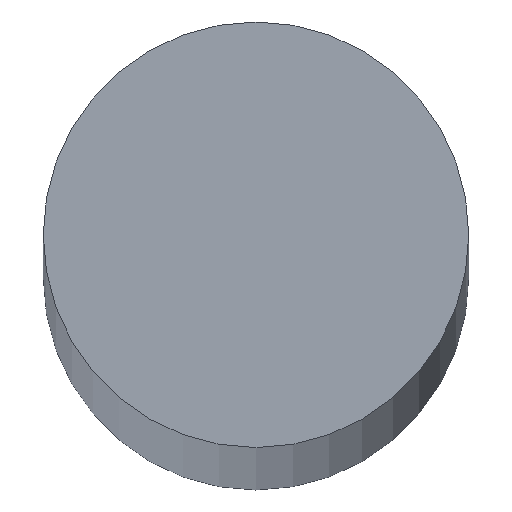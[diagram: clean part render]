
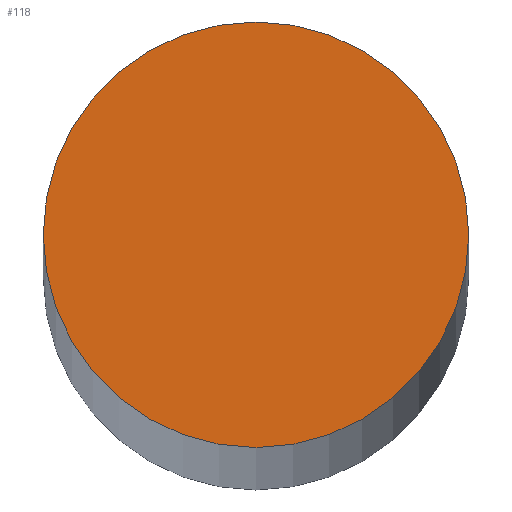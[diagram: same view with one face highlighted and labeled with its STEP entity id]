
A CAD part, top view. The second image highlights one B-rep face of the part: STEP entity #118.
In plain terms, the highlighted planar face has unit normal (0, 0, 1).
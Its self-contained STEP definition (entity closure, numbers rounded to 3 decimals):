
#3 = CARTESIAN_POINT ( 'NONE',  ( 0., 0., 400. ) ) ;
#4 = AXIS2_PLACEMENT_3D ( 'NONE', #81, #88, #146 ) ;
#22 = EDGE_CURVE ( 'NONE', #42, #125, #135, .T. ) ;
#24 = CIRCLE ( 'NONE', #4, 3.5 ) ;
#28 = PLANE ( 'NONE',  #122 ) ;
#41 = DIRECTION ( 'NONE',  ( 0., 0., 1. ) ) ;
#42 = VERTEX_POINT ( 'NONE', #54 ) ;
#43 = DIRECTION ( 'NONE',  ( 1., 0., 0. ) ) ;
#44 = DIRECTION ( 'NONE',  ( 0., 0., 1. ) ) ;
#54 = CARTESIAN_POINT ( 'NONE',  ( -3.5, 0., 400. ) ) ;
#55 = DIRECTION ( 'NONE',  ( 1., 0., 0. ) ) ;
#70 = ORIENTED_EDGE ( 'NONE', *, *, #22, .T. ) ;
#74 = AXIS2_PLACEMENT_3D ( 'NONE', #130, #44, #43 ) ;
#81 = CARTESIAN_POINT ( 'NONE',  ( 0., 0., 400. ) ) ;
#86 = EDGE_CURVE ( 'NONE', #125, #42, #24, .T. ) ;
#88 = DIRECTION ( 'NONE',  ( 0., 0., 1. ) ) ;
#102 = FACE_OUTER_BOUND ( 'NONE', #153, .T. ) ;
#118 = ADVANCED_FACE ( 'NONE', ( #102 ), #28, .T. ) ;
#122 = AXIS2_PLACEMENT_3D ( 'NONE', #3, #41, #55 ) ;
#125 = VERTEX_POINT ( 'NONE', #150 ) ;
#130 = CARTESIAN_POINT ( 'NONE',  ( 0., 0., 400. ) ) ;
#135 = CIRCLE ( 'NONE', #74, 3.5 ) ;
#146 = DIRECTION ( 'NONE',  ( 1., 0., 0. ) ) ;
#150 = CARTESIAN_POINT ( 'NONE',  ( 3.5, 0., 400. ) ) ;
#153 = EDGE_LOOP ( 'NONE', ( #70, #165 ) ) ;
#165 = ORIENTED_EDGE ( 'NONE', *, *, #86, .T. ) ;
